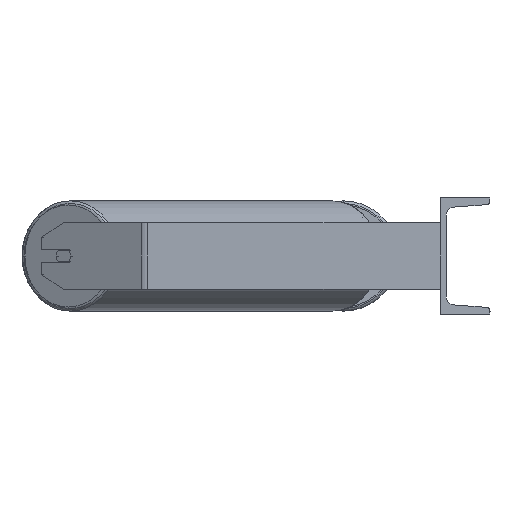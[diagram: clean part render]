
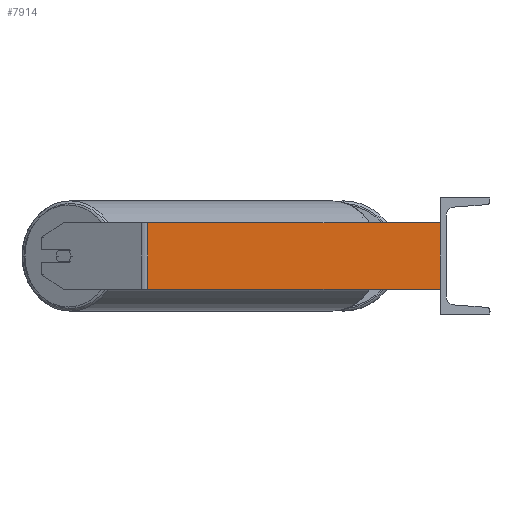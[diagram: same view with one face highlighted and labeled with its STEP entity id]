
A CAD part, left-side view. The second image highlights one B-rep face of the part: STEP entity #7914.
In plain terms, the highlighted planar face has unit normal (-1, 0, 0).
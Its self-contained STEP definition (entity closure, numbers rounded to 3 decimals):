
#52 = DIRECTION ( 'NONE',  ( 0., 0., -1. ) ) ;
#275 = VERTEX_POINT ( 'NONE', #8594 ) ;
#277 = AXIS2_PLACEMENT_3D ( 'NONE', #7579, #2768, #4136 ) ;
#386 = CARTESIAN_POINT ( 'NONE',  ( -985., 357.095, 40. ) ) ;
#516 = CARTESIAN_POINT ( 'NONE',  ( -985., 357.095, -40. ) ) ;
#650 = CARTESIAN_POINT ( 'NONE',  ( -985., 0., 40. ) ) ;
#732 = EDGE_CURVE ( 'NONE', #6445, #275, #6184, .T. ) ;
#1012 = ORIENTED_EDGE ( 'NONE', *, *, #6766, .F. ) ;
#1055 = VECTOR ( 'NONE', #5505, 1000. ) ;
#1703 = DIRECTION ( 'NONE',  ( 0., -1., 0. ) ) ;
#2110 = EDGE_LOOP ( 'NONE', ( #7097, #1012, #6538, #7122 ) ) ;
#2240 = VERTEX_POINT ( 'NONE', #5204 ) ;
#2486 = LINE ( 'NONE', #386, #6785 ) ;
#2768 = DIRECTION ( 'NONE',  ( 1., 0., 0. ) ) ;
#3054 = VECTOR ( 'NONE', #3310, 1000. ) ;
#3282 = CARTESIAN_POINT ( 'NONE',  ( -985., 352.808, 40. ) ) ;
#3310 = DIRECTION ( 'NONE',  ( 0., -1., 0. ) ) ;
#4006 = EDGE_CURVE ( 'NONE', #6445, #6884, #2486, .T. ) ;
#4051 = PLANE ( 'NONE',  #277 ) ;
#4136 = DIRECTION ( 'NONE',  ( 0., 1., 0. ) ) ;
#4764 = FACE_OUTER_BOUND ( 'NONE', #2110, .T. ) ;
#5204 = CARTESIAN_POINT ( 'NONE',  ( -985., 0., -40. ) ) ;
#5505 = DIRECTION ( 'NONE',  ( 0., 0., -1. ) ) ;
#6184 = LINE ( 'NONE', #6228, #1055 ) ;
#6208 = LINE ( 'NONE', #650, #8853 ) ;
#6228 = CARTESIAN_POINT ( 'NONE',  ( -985., 352.808, 40. ) ) ;
#6445 = VERTEX_POINT ( 'NONE', #3282 ) ;
#6538 = ORIENTED_EDGE ( 'NONE', *, *, #4006, .F. ) ;
#6766 = EDGE_CURVE ( 'NONE', #6884, #2240, #6208, .T. ) ;
#6785 = VECTOR ( 'NONE', #1703, 1000. ) ;
#6884 = VERTEX_POINT ( 'NONE', #7869 ) ;
#7097 = ORIENTED_EDGE ( 'NONE', *, *, #8316, .T. ) ;
#7122 = ORIENTED_EDGE ( 'NONE', *, *, #732, .T. ) ;
#7579 = CARTESIAN_POINT ( 'NONE',  ( -985., 357.095, 40. ) ) ;
#7869 = CARTESIAN_POINT ( 'NONE',  ( -985., 0., 40. ) ) ;
#7914 = ADVANCED_FACE ( 'NONE', ( #4764 ), #4051, .F. ) ;
#8316 = EDGE_CURVE ( 'NONE', #275, #2240, #8942, .T. ) ;
#8594 = CARTESIAN_POINT ( 'NONE',  ( -985., 352.808, -40. ) ) ;
#8853 = VECTOR ( 'NONE', #52, 1000. ) ;
#8942 = LINE ( 'NONE', #516, #3054 ) ;
